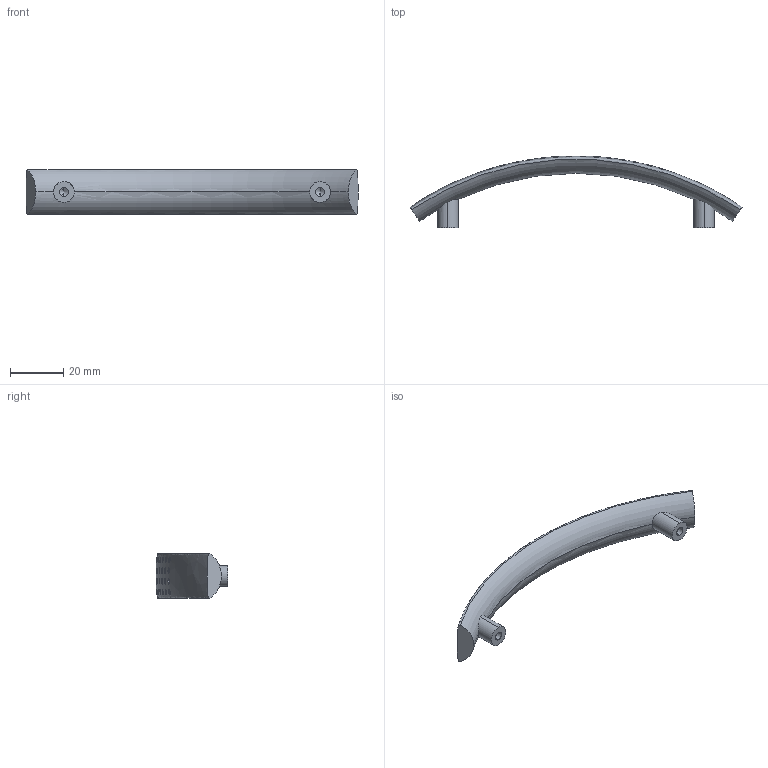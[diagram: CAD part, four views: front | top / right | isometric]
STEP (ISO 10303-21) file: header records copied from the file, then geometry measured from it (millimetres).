
FILE_DESCRIPTION (( 'STEP AP214' ), '1' );
FILE_NAME ('F002121,F002123,F002125,F002127,F002129_3D.step', '2022-07-07T08:08:20', ( '' ), ( '' ), 'SwSTEP 2.0', 'SolidWorks 2020', '' );
FILE_SCHEMA (( 'AUTOMOTIVE_DESIGN' ));
Length unit declared in the file: millimetre
Products named in the file (1): F002121,F002123,F002125,F002127,F002129_3D
Bounding box: 124.44 x 26.97 x 16.7 mm (x, y, z)
Volume: 10967.8 mm3; surface area: 5897.3 mm2
Topology: 1 solids, 1 shells, 187 faces, 387 edges, 256 vertices
Faces by surface type: bspline 169, cylinder 8, cone 4, plane 4, torus 2
Entity records: 18819 total; most frequent: CARTESIAN_POINT 15924, ORIENTED_EDGE 766, EDGE_CURVE 383, B_SPLINE_CURVE_WITH_KNOTS 344, VERTEX_POINT 256, EDGE_LOOP 245, ADVANCED_FACE 187, FACE_OUTER_BOUND 187
